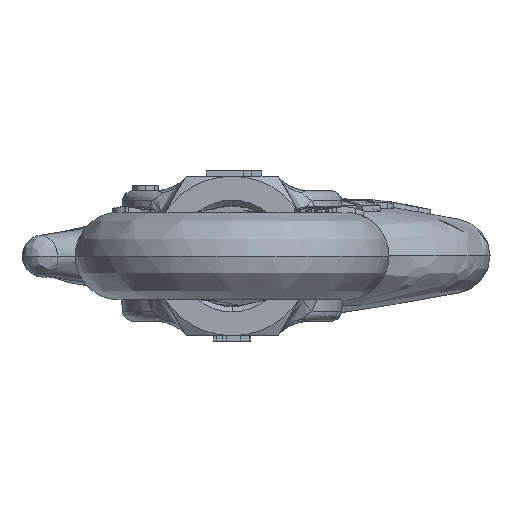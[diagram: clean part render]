
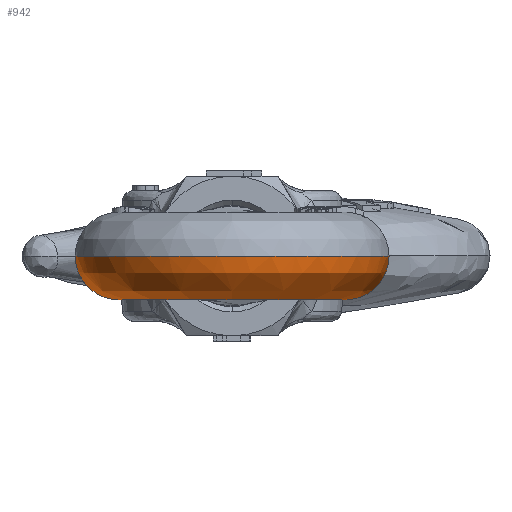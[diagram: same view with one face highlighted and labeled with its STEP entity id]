
A CAD part, left-side view. The second image highlights one B-rep face of the part: STEP entity #942.
In plain terms, the highlighted free-form (B-spline) face has degree [3, 3] with [4, 7] control points.
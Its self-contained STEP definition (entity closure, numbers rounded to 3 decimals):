
#942=ADVANCED_FACE('',(#2181),#2182,.T.);
#2181=FACE_OUTER_BOUND('',#12957,.T.);
#2182=(B_SPLINE_SURFACE(3,3,((#12959,#12960,#12961,#12962,#12963,#12964,#12965),(#12966,#12967,#12968,#12969,#12970,#12971,#12972),(#12973,#12974,#12975,#12976,#12977,#12978,#12979),(#12980,#12981,#12982,#12983,#12984,#12985,#12986)),.UNSPECIFIED.,.F.,.F.,.F.)B_SPLINE_SURFACE_WITH_KNOTS((4,4),(4,3,4),(0.0,1.0),(0.0,0.5,1.0),.UNSPECIFIED.)RATIONAL_B_SPLINE_SURFACE(((1.0,0.802,0.802,1.0,0.802,0.802,1.0),(0.333,0.267,0.267,0.333,0.267,0.267,0.333),(0.333,0.267,0.267,0.333,0.267,0.267,0.333),(1.0,0.802,0.802,1.0,0.802,0.802,1.0)))BOUNDED_SURFACE()REPRESENTATION_ITEM('')GEOMETRIC_REPRESENTATION_ITEM()SURFACE());
#12957=EDGE_LOOP('',(#19052,#19053,#19054,#19055));
#12959=CARTESIAN_POINT('',(-356.188,29.499,0.));
#12960=CARTESIAN_POINT('',(-373.6,29.666,0.));
#12961=CARTESIAN_POINT('',(-385.972,17.413,0.));
#12962=CARTESIAN_POINT('',(-385.972,0.,0.));
#12963=CARTESIAN_POINT('',(-385.972,-17.413,0.));
#12964=CARTESIAN_POINT('',(-373.6,-29.666,0.));
#12965=CARTESIAN_POINT('',(-356.188,-29.499,0.));
#12966=CARTESIAN_POINT('',(-356.188,29.499,-16.5));
#12967=CARTESIAN_POINT('',(-373.6,29.666,-16.5));
#12968=CARTESIAN_POINT('',(-385.972,17.413,-16.5));
#12969=CARTESIAN_POINT('',(-385.972,0.,-16.5));
#12970=CARTESIAN_POINT('',(-385.972,-17.413,-16.5));
#12971=CARTESIAN_POINT('',(-373.6,-29.666,-16.5));
#12972=CARTESIAN_POINT('',(-356.188,-29.499,-16.5));
#12973=CARTESIAN_POINT('',(-356.347,12.999,-16.5));
#12974=CARTESIAN_POINT('',(-364.02,13.073,-16.5));
#12975=CARTESIAN_POINT('',(-369.472,7.673,-16.5));
#12976=CARTESIAN_POINT('',(-369.472,0.,-16.5));
#12977=CARTESIAN_POINT('',(-369.472,-7.673,-16.5));
#12978=CARTESIAN_POINT('',(-364.02,-13.073,-16.5));
#12979=CARTESIAN_POINT('',(-356.347,-12.999,-16.5));
#12980=CARTESIAN_POINT('',(-356.347,12.999,0.));
#12981=CARTESIAN_POINT('',(-364.02,13.073,0.));
#12982=CARTESIAN_POINT('',(-369.472,7.673,0.));
#12983=CARTESIAN_POINT('',(-369.472,0.,0.));
#12984=CARTESIAN_POINT('',(-369.472,-7.673,0.));
#12985=CARTESIAN_POINT('',(-364.02,-13.073,0.));
#12986=CARTESIAN_POINT('',(-356.347,-12.999,0.));
#19052=ORIENTED_EDGE('',*,*,#21451,.F.);
#19053=ORIENTED_EDGE('',*,*,#21452,.T.);
#19054=ORIENTED_EDGE('',*,*,#21453,.F.);
#19055=ORIENTED_EDGE('',*,*,#21454,.F.);
#21451=EDGE_CURVE('',#24078,#24077,#24163,.T.);
#21452=EDGE_CURVE('',#24078,#23928,#24164,.T.);
#21453=EDGE_CURVE('',#23930,#23928,#24165,.T.);
#21454=EDGE_CURVE('',#24077,#23930,#24166,.T.);
#23928=VERTEX_POINT('',#33637);
#23930=VERTEX_POINT('',#33639);
#24077=VERTEX_POINT('',#34364);
#24078=VERTEX_POINT('',#34365);
#24163=CIRCLE('',#34682,8.25);
#24164=CIRCLE('',#34683,13.0);
#24165=CIRCLE('',#34684,8.25);
#24166=CIRCLE('',#34685,29.5);
#33637=CARTESIAN_POINT('',(-356.347,-12.999,0.));
#33639=CARTESIAN_POINT('',(-356.188,-29.499,0.));
#34364=CARTESIAN_POINT('',(-356.188,29.499,0.));
#34365=CARTESIAN_POINT('',(-356.347,12.999,0.));
#34682=AXIS2_PLACEMENT_3D('',#37744,#37745,#37746);
#34683=AXIS2_PLACEMENT_3D('',#37747,#37748,#37749);
#34684=AXIS2_PLACEMENT_3D('',#37750,#37751,#37752);
#34685=AXIS2_PLACEMENT_3D('',#37753,#37754,#37755);
#37744=CARTESIAN_POINT('',(-356.267,21.249,0.));
#37745=DIRECTION('',(1.,-0.01,0.0));
#37746=DIRECTION('',(0.01,1.,0.0));
#37747=CARTESIAN_POINT('',(-356.472,0.,0.));
#37748=DIRECTION('',(0.0,0.0,1.0));
#37749=DIRECTION('',(1.0,0.0,0.0));
#37750=CARTESIAN_POINT('',(-356.267,-21.249,0.));
#37751=DIRECTION('',(1.,0.01,0.0));
#37752=DIRECTION('',(0.01,-1.,0.0));
#37753=CARTESIAN_POINT('',(-356.472,0.,0.));
#37754=DIRECTION('',(0.0,0.0,1.0));
#37755=DIRECTION('',(1.0,0.0,0.0));
